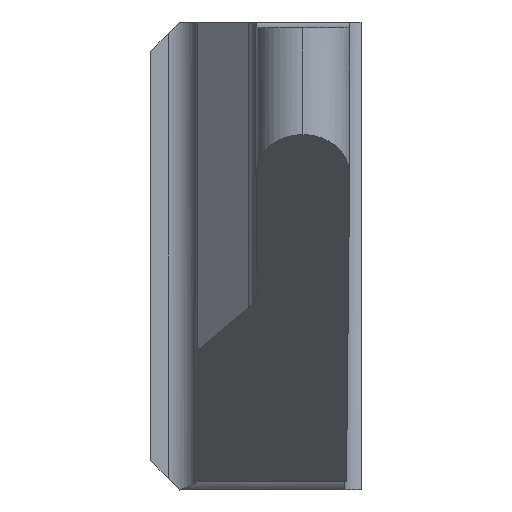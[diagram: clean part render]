
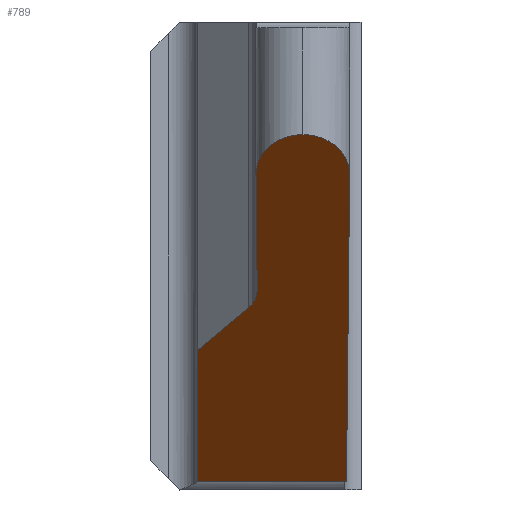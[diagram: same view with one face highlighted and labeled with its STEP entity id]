
A CAD part, front view. The second image highlights one B-rep face of the part: STEP entity #789.
In plain terms, the highlighted planar face has unit normal (0, -0.643, -0.766).
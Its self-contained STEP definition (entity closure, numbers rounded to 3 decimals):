
#552=CARTESIAN_POINT('',(0.8,4.4,-5.616));
#553=VERTEX_POINT('',#552);
#607=CARTESIAN_POINT('',(0.8,7.062,-7.85));
#608=VERTEX_POINT('',#607);
#619=CARTESIAN_POINT('',(0.8,7.062,-7.85));
#620=DIRECTION('',(0.,-0.766,0.643));
#621=VECTOR('',#620,3.475);
#622=LINE('',#619,#621);
#623=EDGE_CURVE('',#608,#553,#622,.T.);
#644=CARTESIAN_POINT('',(2.6,3.217,-4.624));
#645=DIRECTION('',(0.,0.643,0.766));
#646=DIRECTION('',(0.,-0.492,0.413));
#647=AXIS2_PLACEMENT_3D('',#644,#645,#646);
#648=PLANE('',#647);
#649=CARTESIAN_POINT('',(0.8,4.4,-5.616));
#650=DIRECTION('',(0.608,-0.608,0.51));
#651=VECTOR('',#650,1.438);
#652=LINE('',#649,#651);
#653=CARTESIAN_POINT('',(1.674,3.526,-4.883));
#654=VERTEX_POINT('',#653);
#655=EDGE_CURVE('',#553,#654,#652,.T.);
#656=ORIENTED_EDGE('Edge 289',*,*,#655,.F.);
#665=CARTESIAN_POINT('',(1.821,3.168,-4.582));
#666=CARTESIAN_POINT('',(1.822,3.304,-4.696));
#667=CARTESIAN_POINT('',(1.77,3.43,-4.802));
#668=CARTESIAN_POINT('',(1.674,3.526,-4.883));
#669=(BOUNDED_CURVE()B_SPLINE_CURVE(3,(#665,#666,#667,#668),.UNSPECIFIED.,.F.,.F.)B_SPLINE_CURVE_WITH_KNOTS((4,4),(0.,1.),.UNSPECIFIED.)CURVE()GEOMETRIC_REPRESENTATION_ITEM()RATIONAL_B_SPLINE_CURVE((1.,0.948,0.948,1.))REPRESENTATION_ITEM(''));
#670=CARTESIAN_POINT('',(1.821,3.168,-4.582));
#671=VERTEX_POINT('',#670);
#672=EDGE_CURVE('',#671,#654,#669,.T.);
#673=ORIENTED_EDGE('Edge 294',*,*,#672,.T.);
#682=CARTESIAN_POINT('',(1.821,3.168,-4.582));
#683=DIRECTION('',(-0.007,-0.766,0.643));
#684=VECTOR('',#683,3.082);
#685=LINE('',#682,#684);
#686=CARTESIAN_POINT('',(1.8,0.807,-2.601));
#687=VERTEX_POINT('',#686);
#688=EDGE_CURVE('',#671,#687,#685,.T.);
#689=ORIENTED_EDGE('Edge 299',*,*,#688,.F.);
#698=CARTESIAN_POINT('',(2.6,0.,-1.924));
#699=CARTESIAN_POINT('',(2.128,0.,-1.924));
#700=CARTESIAN_POINT('',(1.796,0.335,-2.205));
#701=CARTESIAN_POINT('',(1.8,0.807,-2.601));
#702=(BOUNDED_CURVE()B_SPLINE_CURVE(3,(#698,#699,#700,#701),.UNSPECIFIED.,.F.,.F.)B_SPLINE_CURVE_WITH_KNOTS((4,4),(0.,1.),.UNSPECIFIED.)CURVE()GEOMETRIC_REPRESENTATION_ITEM()RATIONAL_B_SPLINE_CURVE((1.,0.803,0.803,1.))REPRESENTATION_ITEM(''));
#703=CARTESIAN_POINT('',(2.6,0.,-1.924));
#704=VERTEX_POINT('',#703);
#705=EDGE_CURVE('',#704,#687,#702,.T.);
#706=ORIENTED_EDGE('Edge 304',*,*,#705,.T.);
#715=CARTESIAN_POINT('',(2.6,0.,-1.924));
#716=DIRECTION('',(1.,0.,0.));
#717=VECTOR('',#716,0.001);
#718=LINE('',#715,#717);
#719=CARTESIAN_POINT('',(2.601,0.,-1.924));
#720=VERTEX_POINT('',#719);
#721=EDGE_CURVE('',#704,#720,#718,.T.);
#722=ORIENTED_EDGE('Edge 309',*,*,#721,.F.);
#731=CARTESIAN_POINT('',(3.401,0.807,-2.601));
#732=CARTESIAN_POINT('',(3.405,0.335,-2.205));
#733=CARTESIAN_POINT('',(3.073,0.,-1.924));
#734=CARTESIAN_POINT('',(2.601,0.,-1.924));
#735=(BOUNDED_CURVE()B_SPLINE_CURVE(3,(#731,#732,#733,#734),.UNSPECIFIED.,.F.,.F.)B_SPLINE_CURVE_WITH_KNOTS((4,4),(0.,1.),.UNSPECIFIED.)CURVE()GEOMETRIC_REPRESENTATION_ITEM()RATIONAL_B_SPLINE_CURVE((1.,0.803,0.803,1.))REPRESENTATION_ITEM(''));
#736=CARTESIAN_POINT('',(3.401,0.807,-2.601));
#737=VERTEX_POINT('',#736);
#738=EDGE_CURVE('',#737,#720,#735,.T.);
#739=ORIENTED_EDGE('Edge 314',*,*,#738,.T.);
#748=CARTESIAN_POINT('',(3.401,0.807,-2.601));
#749=DIRECTION('',(-0.007,0.766,-0.643));
#750=VECTOR('',#749,8.166);
#751=LINE('',#748,#750);
#752=CARTESIAN_POINT('',(3.346,7.062,-7.85));
#753=VERTEX_POINT('',#752);
#754=EDGE_CURVE('',#737,#753,#751,.T.);
#755=ORIENTED_EDGE('Edge 1198',*,*,#754,.F.);
#764=CARTESIAN_POINT('',(3.346,7.062,-7.85));
#765=DIRECTION('',(-1.,0.,0.));
#766=VECTOR('',#765,2.546);
#767=LINE('',#764,#766);
#768=EDGE_CURVE('',#753,#608,#767,.T.);
#769=ORIENTED_EDGE('Edge 324',*,*,#768,.F.);
#778=ORIENTED_EDGE('Edge 329',*,*,#623,.F.);
#787=EDGE_LOOP('',(#778,#769,#755,#739,#722,#706,#689,#673,#656));
#788=FACE_OUTER_BOUND('Loop 330',#787,.T.);
#789=ADVANCED_FACE('Face 331',(#788),#648,.F.);
